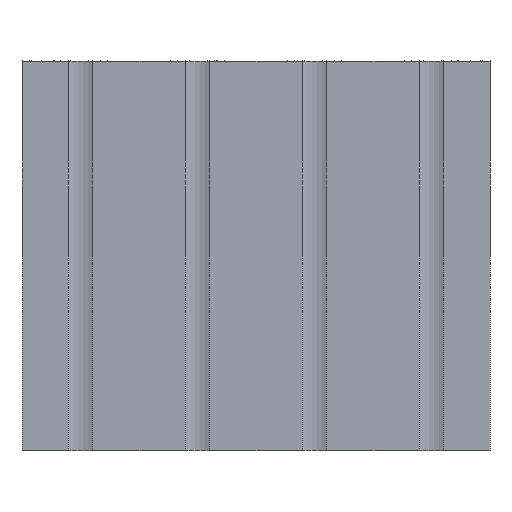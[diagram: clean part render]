
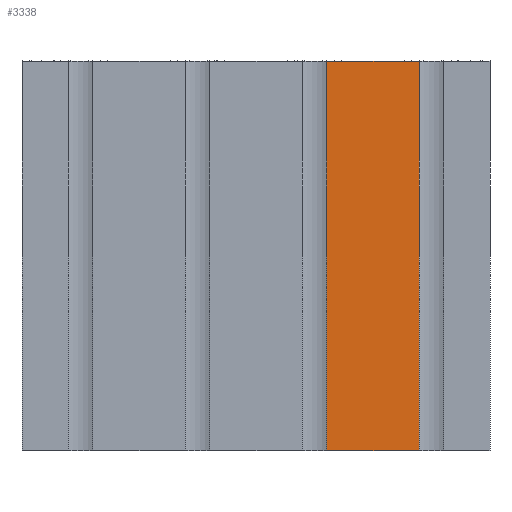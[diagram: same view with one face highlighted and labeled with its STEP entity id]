
A CAD part, front view. The second image highlights one B-rep face of the part: STEP entity #3338.
In plain terms, the highlighted planar face has unit normal (0, -1, 0).
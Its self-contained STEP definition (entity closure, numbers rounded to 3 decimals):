
#3282=CARTESIAN_POINT('',(97.44,7.907,100.0));
#3283=VERTEX_POINT('',#3282);
#3290=CARTESIAN_POINT('',(97.44,7.907,0.0));
#3291=VERTEX_POINT('',#3290);
#3292=CARTESIAN_POINT('',(97.44,7.907,0.0));
#3293=DIRECTION('',(0.0,0.0,1.0));
#3294=VECTOR('',#3293,100.0);
#3295=LINE('',#3292,#3294);
#3296=EDGE_CURVE('',#3291,#3283,#3295,.T.);
#3308=CARTESIAN_POINT('',(97.44,7.907,0.0));
#3309=DIRECTION('',(0.0,-1.0,0.0));
#3310=DIRECTION('',(0.0,0.0,-1.0));
#3311=AXIS2_PLACEMENT_3D('',#3308,#3309,#3310);
#3312=PLANE('',#3311);
#3313=CARTESIAN_POINT('',(73.74,7.907,100.0));
#3314=VERTEX_POINT('',#3313);
#3315=CARTESIAN_POINT('',(97.44,7.907,100.0));
#3316=DIRECTION('',(-1.0,0.0,0.0));
#3317=VECTOR('',#3316,23.7);
#3318=LINE('',#3315,#3317);
#3319=EDGE_CURVE('',#3283,#3314,#3318,.T.);
#3320=ORIENTED_EDGE('',*,*,#3319,.T.);
#3321=CARTESIAN_POINT('',(73.74,7.907,0.0));
#3322=VERTEX_POINT('',#3321);
#3323=CARTESIAN_POINT('',(73.74,7.907,0.0));
#3324=DIRECTION('',(0.0,0.0,1.0));
#3325=VECTOR('',#3324,100.0);
#3326=LINE('',#3323,#3325);
#3327=EDGE_CURVE('',#3322,#3314,#3326,.T.);
#3328=ORIENTED_EDGE('',*,*,#3327,.F.);
#3329=CARTESIAN_POINT('',(73.74,7.907,0.0));
#3330=DIRECTION('',(1.0,0.0,0.0));
#3331=VECTOR('',#3330,23.7);
#3332=LINE('',#3329,#3331);
#3333=EDGE_CURVE('',#3322,#3291,#3332,.T.);
#3334=ORIENTED_EDGE('',*,*,#3333,.T.);
#3335=ORIENTED_EDGE('',*,*,#3296,.T.);
#3336=EDGE_LOOP('',(#3320,#3328,#3334,#3335));
#3337=FACE_OUTER_BOUND('',#3336,.T.);
#3338=ADVANCED_FACE('',(#3337),#3312,.T.);
